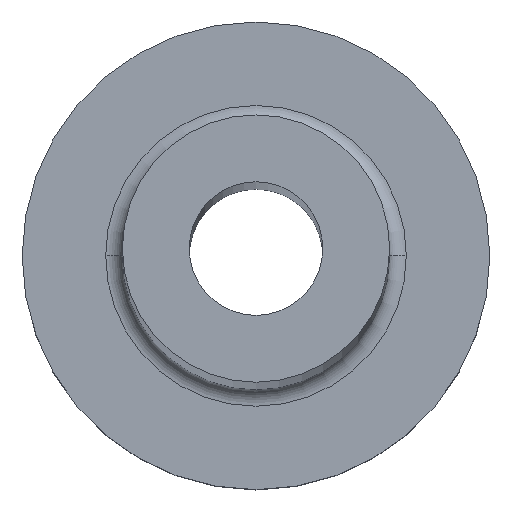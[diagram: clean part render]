
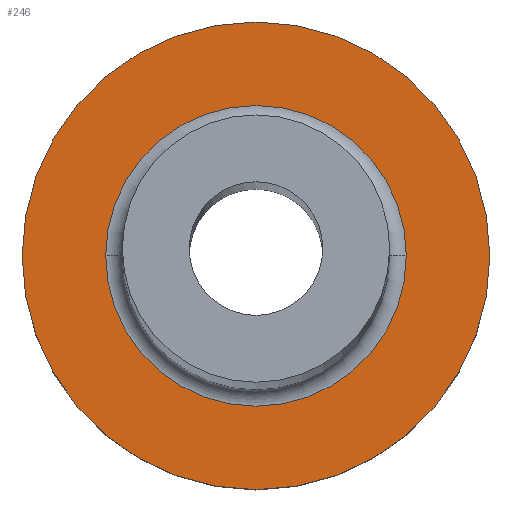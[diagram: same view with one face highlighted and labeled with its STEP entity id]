
A CAD part, top view. The second image highlights one B-rep face of the part: STEP entity #246.
In plain terms, the highlighted planar face has unit normal (0, 0, 1).
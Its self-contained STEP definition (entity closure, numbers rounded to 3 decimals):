
#5 = FACE_OUTER_BOUND ( 'NONE', #118, .T. ) ;
#13 = VERTEX_POINT ( 'NONE', #114 ) ;
#39 = CIRCLE ( 'NONE', #302, 4.5 ) ;
#40 = EDGE_LOOP ( 'NONE', ( #222, #186 ) ) ;
#44 = CARTESIAN_POINT ( 'NONE',  ( 0., 0., 5. ) ) ;
#45 = ORIENTED_EDGE ( 'NONE', *, *, #270, .T. ) ;
#52 = EDGE_CURVE ( 'NONE', #307, #13, #100, .T. ) ;
#76 = CARTESIAN_POINT ( 'NONE',  ( -4.5, 0., 5. ) ) ;
#96 = DIRECTION ( 'NONE',  ( 1., 0., 0. ) ) ;
#100 = CIRCLE ( 'NONE', #143, 7. ) ;
#104 = EDGE_CURVE ( 'NONE', #263, #333, #321, .T. ) ;
#114 = CARTESIAN_POINT ( 'NONE',  ( -7., 0., 5. ) ) ;
#118 = EDGE_LOOP ( 'NONE', ( #45, #373 ) ) ;
#122 = PLANE ( 'NONE',  #158 ) ;
#132 = DIRECTION ( 'NONE',  ( 0., 0., 1. ) ) ;
#138 = CARTESIAN_POINT ( 'NONE',  ( 0., 0., 5. ) ) ;
#143 = AXIS2_PLACEMENT_3D ( 'NONE', #138, #252, #368 ) ;
#150 = DIRECTION ( 'NONE',  ( 0., 0., -1. ) ) ;
#158 = AXIS2_PLACEMENT_3D ( 'NONE', #353, #207, #267 ) ;
#174 = EDGE_CURVE ( 'NONE', #333, #263, #39, .T. ) ;
#182 = CARTESIAN_POINT ( 'NONE',  ( 7., 0., 5. ) ) ;
#186 = ORIENTED_EDGE ( 'NONE', *, *, #174, .T. ) ;
#207 = DIRECTION ( 'NONE',  ( 0., 0., 1. ) ) ;
#212 = CARTESIAN_POINT ( 'NONE',  ( 0., 0., 5. ) ) ;
#222 = ORIENTED_EDGE ( 'NONE', *, *, #104, .T. ) ;
#240 = DIRECTION ( 'NONE',  ( 1., 0., 0. ) ) ;
#246 = ADVANCED_FACE ( 'NONE', ( #294, #5 ), #122, .T. ) ;
#252 = DIRECTION ( 'NONE',  ( 0., 0., 1. ) ) ;
#262 = AXIS2_PLACEMENT_3D ( 'NONE', #44, #132, #240 ) ;
#263 = VERTEX_POINT ( 'NONE', #276 ) ;
#266 = DIRECTION ( 'NONE',  ( 1., 0., 0. ) ) ;
#267 = DIRECTION ( 'NONE',  ( 1., 0., 0. ) ) ;
#270 = EDGE_CURVE ( 'NONE', #13, #307, #322, .T. ) ;
#276 = CARTESIAN_POINT ( 'NONE',  ( 4.5, 0., 5. ) ) ;
#294 = FACE_BOUND ( 'NONE', #40, .T. ) ;
#295 = DIRECTION ( 'NONE',  ( 0., 0., -1. ) ) ;
#297 = AXIS2_PLACEMENT_3D ( 'NONE', #327, #150, #266 ) ;
#302 = AXIS2_PLACEMENT_3D ( 'NONE', #212, #295, #96 ) ;
#307 = VERTEX_POINT ( 'NONE', #182 ) ;
#321 = CIRCLE ( 'NONE', #297, 4.5 ) ;
#322 = CIRCLE ( 'NONE', #262, 7. ) ;
#327 = CARTESIAN_POINT ( 'NONE',  ( 0., 0., 5. ) ) ;
#333 = VERTEX_POINT ( 'NONE', #76 ) ;
#353 = CARTESIAN_POINT ( 'NONE',  ( 0., 0., 5. ) ) ;
#368 = DIRECTION ( 'NONE',  ( 1., 0., 0. ) ) ;
#373 = ORIENTED_EDGE ( 'NONE', *, *, #52, .T. ) ;
